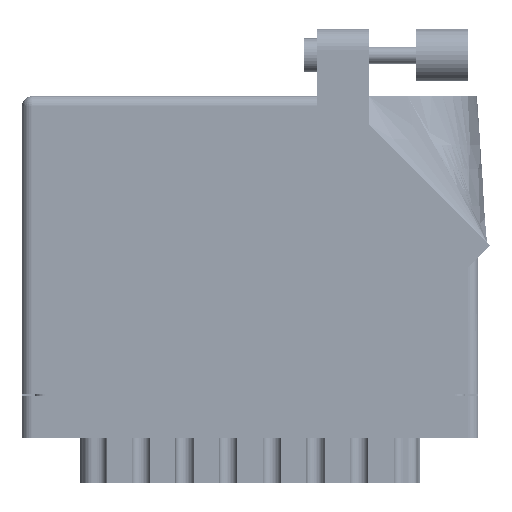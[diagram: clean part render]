
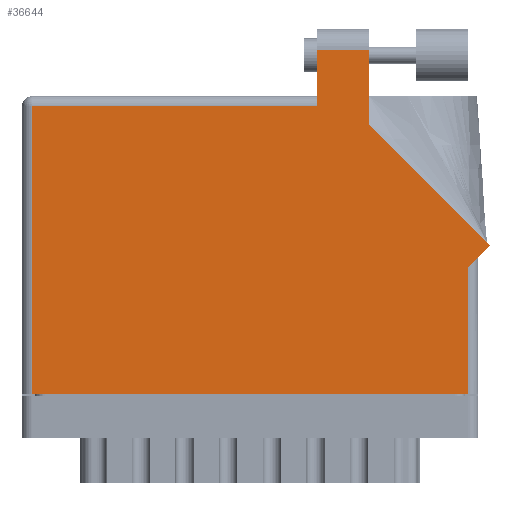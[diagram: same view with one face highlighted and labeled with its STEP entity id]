
A CAD part, front view. The second image highlights one B-rep face of the part: STEP entity #36644.
In plain terms, the highlighted face is planar.
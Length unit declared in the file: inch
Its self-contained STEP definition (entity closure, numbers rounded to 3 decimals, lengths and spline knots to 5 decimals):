
#109 = EDGE_CURVE ( 'NONE', #21807, #12120, #24383, .T. ) ;
#321 = DIRECTION ( 'NONE',  ( 0.707, 0.707, 0. ) ) ;
#582 = VECTOR ( 'NONE', #13631, 39.37008 ) ;
#827 = EDGE_CURVE ( 'NONE', #40550, #36010, #43693, .T. ) ;
#894 = ORIENTED_EDGE ( 'NONE', *, *, #12460, .T. ) ;
#2588 = ORIENTED_EDGE ( 'NONE', *, *, #6995, .T. ) ;
#5176 = CARTESIAN_POINT ( 'NONE',  ( 1.758, 2.05, 0. ) ) ;
#5249 = CARTESIAN_POINT ( 'NONE',  ( 2.718, 0.815, 0. ) ) ;
#6995 = EDGE_CURVE ( 'NONE', #22327, #67430, #55651, .T. ) ;
#7257 = VERTEX_POINT ( 'NONE', #41499 ) ;
#7325 = CARTESIAN_POINT ( 'NONE',  ( 0., 1.713, 0. ) ) ;
#7348 = DIRECTION ( 'NONE',  ( 0., -1., 0. ) ) ;
#9126 = ORIENTED_EDGE ( 'NONE', *, *, #42815, .T. ) ;
#9619 = EDGE_CURVE ( 'NONE', #30852, #21807, #68967, .T. ) ;
#10493 = LINE ( 'NONE', #7325, #58119 ) ;
#11045 = CARTESIAN_POINT ( 'NONE',  ( 2.656, 0.753, 0. ) ) ;
#12120 = VERTEX_POINT ( 'NONE', #15280 ) ;
#12460 = EDGE_CURVE ( 'NONE', #7257, #30852, #10493, .T. ) ;
#13494 = CARTESIAN_POINT ( 'NONE',  ( 1.758, 1.775, 0. ) ) ;
#13631 = DIRECTION ( 'NONE',  ( 0., 1., 0. ) ) ;
#14255 = ORIENTED_EDGE ( 'NONE', *, *, #62111, .T. ) ;
#14580 = DIRECTION ( 'NONE',  ( -0.707, 0.707, 0. ) ) ;
#15187 = DIRECTION ( 'NONE',  ( 0., -1., 0. ) ) ;
#15201 = CARTESIAN_POINT ( 'NONE',  ( 1.758, 2.05, 0. ) ) ;
#15280 = CARTESIAN_POINT ( 'NONE',  ( 2.656, 0., 0. ) ) ;
#16418 = CARTESIAN_POINT ( 'NONE',  ( 2.065, 1.60942, 0. ) ) ;
#16847 = DIRECTION ( 'NONE',  ( -1., 0., 0. ) ) ;
#21807 = VERTEX_POINT ( 'NONE', #29564 ) ;
#22327 = VERTEX_POINT ( 'NONE', #11045 ) ;
#22872 = VECTOR ( 'NONE', #7348, 39.37008 ) ;
#24085 = DIRECTION ( 'NONE',  ( -1., 0., 0. ) ) ;
#24383 = LINE ( 'NONE', #62662, #56194 ) ;
#26934 = PLANE ( 'NONE',  #65657 ) ;
#29272 = VECTOR ( 'NONE', #15187, 39.37008 ) ;
#29564 = CARTESIAN_POINT ( 'NONE',  ( 0.062, 0., 0. ) ) ;
#30852 = VERTEX_POINT ( 'NONE', #52648 ) ;
#31099 = EDGE_LOOP ( 'NONE', ( #49945, #31883, #9126, #894, #36248, #66896, #14255, #2588, #40616 ) ) ;
#31883 = ORIENTED_EDGE ( 'NONE', *, *, #827, .T. ) ;
#32874 = DIRECTION ( 'NONE',  ( -1., 0., 0. ) ) ;
#36010 = VERTEX_POINT ( 'NONE', #15201 ) ;
#36248 = ORIENTED_EDGE ( 'NONE', *, *, #9619, .T. ) ;
#36644 = ADVANCED_FACE ( 'NONE', ( #47019 ), #26934, .F. ) ;
#37852 = LINE ( 'NONE', #13494, #22872 ) ;
#40550 = VERTEX_POINT ( 'NONE', #42393 ) ;
#40616 = ORIENTED_EDGE ( 'NONE', *, *, #44077, .T. ) ;
#41499 = CARTESIAN_POINT ( 'NONE',  ( 1.758, 1.713, 0. ) ) ;
#42174 = CARTESIAN_POINT ( 'NONE',  ( 2.78871, 0.88571, 0. ) ) ;
#42393 = CARTESIAN_POINT ( 'NONE',  ( 2.065, 2.05, 0. ) ) ;
#42815 = EDGE_CURVE ( 'NONE', #36010, #7257, #37852, .T. ) ;
#42927 = CARTESIAN_POINT ( 'NONE',  ( 2.78871, 0.88571, 0. ) ) ;
#43339 = LINE ( 'NONE', #68796, #63645 ) ;
#43693 = LINE ( 'NONE', #5176, #65773 ) ;
#44077 = EDGE_CURVE ( 'NONE', #67430, #61032, #48387, .T. ) ;
#44158 = VECTOR ( 'NONE', #321, 39.37008 ) ;
#47019 = FACE_OUTER_BOUND ( 'NONE', #31099, .T. ) ;
#47674 = CARTESIAN_POINT ( 'NONE',  ( 2.065, 1.60942, 0. ) ) ;
#48387 = LINE ( 'NONE', #42927, #52671 ) ;
#49945 = ORIENTED_EDGE ( 'NONE', *, *, #52853, .T. ) ;
#52648 = CARTESIAN_POINT ( 'NONE',  ( 0.062, 1.713, 0. ) ) ;
#52671 = VECTOR ( 'NONE', #14580, 39.37008 ) ;
#52853 = EDGE_CURVE ( 'NONE', #61032, #40550, #63303, .T. ) ;
#54159 = CARTESIAN_POINT ( 'NONE',  ( 0.062, 0., 0. ) ) ;
#55651 = LINE ( 'NONE', #5249, #44158 ) ;
#56194 = VECTOR ( 'NONE', #68330, 39.37008 ) ;
#58119 = VECTOR ( 'NONE', #24085, 39.37008 ) ;
#60995 = CARTESIAN_POINT ( 'NONE',  ( 0., 1.775, 0. ) ) ;
#61032 = VERTEX_POINT ( 'NONE', #16418 ) ;
#62111 = EDGE_CURVE ( 'NONE', #12120, #22327, #43339, .T. ) ;
#62662 = CARTESIAN_POINT ( 'NONE',  ( 0., 0., 0. ) ) ;
#63303 = LINE ( 'NONE', #47674, #582 ) ;
#63645 = VECTOR ( 'NONE', #65833, 39.37008 ) ;
#65657 = AXIS2_PLACEMENT_3D ( 'NONE', #60995, #72058, #32874 ) ;
#65773 = VECTOR ( 'NONE', #16847, 39.37008 ) ;
#65833 = DIRECTION ( 'NONE',  ( 0., 1., 0. ) ) ;
#66896 = ORIENTED_EDGE ( 'NONE', *, *, #109, .T. ) ;
#67430 = VERTEX_POINT ( 'NONE', #42174 ) ;
#68330 = DIRECTION ( 'NONE',  ( 1., 0., 0. ) ) ;
#68796 = CARTESIAN_POINT ( 'NONE',  ( 2.656, 0.815, 0. ) ) ;
#68967 = LINE ( 'NONE', #54159, #29272 ) ;
#72058 = DIRECTION ( 'NONE',  ( 0., 0., -1. ) ) ;
